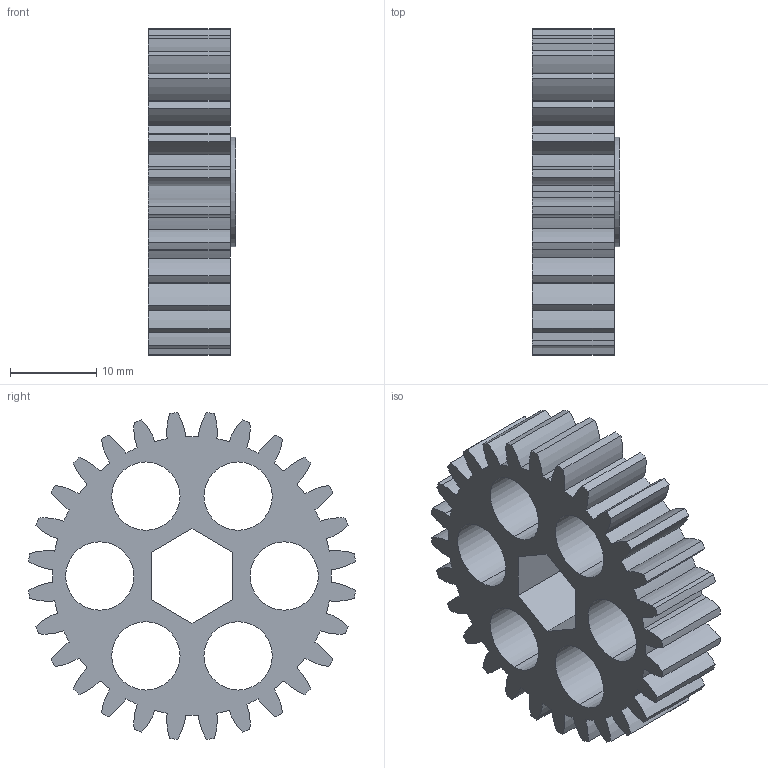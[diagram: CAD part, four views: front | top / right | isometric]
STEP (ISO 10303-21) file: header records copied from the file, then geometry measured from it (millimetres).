
FILE_DESCRIPTION (( 'STEP AP203' ), '1' );
FILE_NAME ('28.hex375.AM.STEP', '2014-06-22T05:00:46', ( '' ), ( '' ), 'SwSTEP 2.0', 'SolidWorks 2013', '' );
FILE_SCHEMA (( 'CONFIG_CONTROL_DESIGN' ));
Length unit declared in the file: inch
Products named in the file (1): 28.hex375.AM
Bounding box: 10.16 x 37.95 x 37.95 mm (x, y, z)
Volume: 5663.6 mm3; surface area: 5185.9 mm2
Topology: 1 solids, 1 shells, 140 faces, 411 edges, 274 vertices
Faces by surface type: cylinder 131, plane 9
Entity records: 4924 total; most frequent: DIRECTION 955, CARTESIAN_POINT 826, ORIENTED_EDGE 822, EDGE_CURVE 411, AXIS2_PLACEMENT_3D 403, VERTEX_POINT 274, CIRCLE 262, EDGE_LOOP 155
